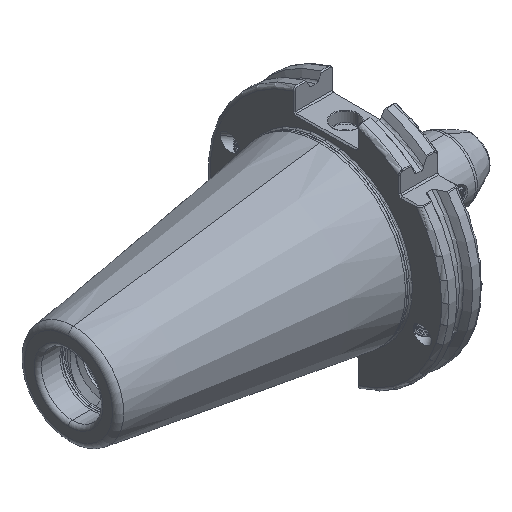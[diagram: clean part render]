
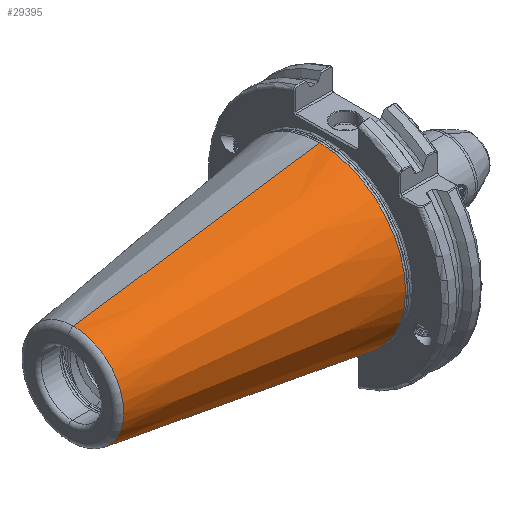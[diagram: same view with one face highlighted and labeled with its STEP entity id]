
A CAD part, isometric view. The second image highlights one B-rep face of the part: STEP entity #29395.
In plain terms, the highlighted conical face has half-angle 8.297 degrees and reference radius 35.392 mm.
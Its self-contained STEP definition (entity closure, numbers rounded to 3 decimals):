
#13 = ORIENTED_EDGE ( 'NONE', *, *, #4039, .F. ) ;
#16 = ORIENTED_EDGE ( 'NONE', *, *, #18778, .T. ) ;
#17 = ORIENTED_EDGE ( 'NONE', *, *, #18904, .F. ) ;
#35 = ORIENTED_EDGE ( 'NONE', *, *, #18774, .F. ) ;
#1193 = ORIENTED_EDGE ( 'NONE', *, *, #4015, .T. ) ;
#4015 = EDGE_CURVE ( 'NONE', #15510, #14946, #25502, .T. ) ;
#4039 = EDGE_CURVE ( 'NONE', #25894, #25923, #25487, .T. ) ;
#4293 = AXIS2_PLACEMENT_3D ( 'NONE', #28494, #28519, #28505 ) ;
#4296 = AXIS2_PLACEMENT_3D ( 'NONE', #28343, #28325, #28326 ) ;
#9567 = AXIS2_PLACEMENT_3D ( 'NONE', #27356, #27347, #27358 ) ;
#12153 = CONICAL_SURFACE ( 'NONE', #15795, 35.392, 0.145 ) ;
#12174 = FACE_OUTER_BOUND ( 'NONE', #15089, .T. ) ;
#14946 = VERTEX_POINT ( 'NONE', #22951 ) ;
#15089 = EDGE_LOOP ( 'NONE', ( #35, #1193, #16, #13, #17 ) ) ;
#15510 = VERTEX_POINT ( 'NONE', #23189 ) ;
#15795 = AXIS2_PLACEMENT_3D ( 'NONE', #26598, #26555, #26601 ) ;
#18774 = EDGE_CURVE ( 'NONE', #15510, #25900, #24365, .T. ) ;
#18778 = EDGE_CURVE ( 'NONE', #14946, #25923, #24425, .T. ) ;
#18904 = EDGE_CURVE ( 'NONE', #25900, #25894, #25218, .T. ) ;
#22317 = CARTESIAN_POINT ( 'NONE',  ( -2.5, -35.027, 0. ) ) ;
#22358 = CARTESIAN_POINT ( 'NONE',  ( -2.5, 0., -35.027 ) ) ;
#22376 = CARTESIAN_POINT ( 'NONE',  ( -2.5, 0., 35.027 ) ) ;
#22951 = CARTESIAN_POINT ( 'NONE',  ( -102.811, 0., -20.399 ) ) ;
#23189 = CARTESIAN_POINT ( 'NONE',  ( -102.811, 0., 20.399 ) ) ;
#24332 = VECTOR ( 'NONE', #26865, 1000. ) ;
#24365 = LINE ( 'NONE', #26867, #24384 ) ;
#24384 = VECTOR ( 'NONE', #26861, 1000. ) ;
#24425 = LINE ( 'NONE', #26868, #24332 ) ;
#25218 = CIRCLE ( 'NONE', #9567, 35.027 ) ;
#25487 = CIRCLE ( 'NONE', #4293, 35.027 ) ;
#25502 = CIRCLE ( 'NONE', #4296, 20.399 ) ;
#25894 = VERTEX_POINT ( 'NONE', #22317 ) ;
#25900 = VERTEX_POINT ( 'NONE', #22376 ) ;
#25923 = VERTEX_POINT ( 'NONE', #22358 ) ;
#26555 = DIRECTION ( 'NONE',  ( 1., 0., 0. ) ) ;
#26598 = CARTESIAN_POINT ( 'NONE',  ( 0., 0., 0. ) ) ;
#26601 = DIRECTION ( 'NONE',  ( 0., 0., -1. ) ) ;
#26861 = DIRECTION ( 'NONE',  ( 0.99, 0., 0.144 ) ) ;
#26865 = DIRECTION ( 'NONE',  ( 0.99, 0., -0.144 ) ) ;
#26867 = CARTESIAN_POINT ( 'NONE',  ( 0., 0., 35.392 ) ) ;
#26868 = CARTESIAN_POINT ( 'NONE',  ( 0., 0., -35.392 ) ) ;
#27347 = DIRECTION ( 'NONE',  ( 1., 0., 0. ) ) ;
#27356 = CARTESIAN_POINT ( 'NONE',  ( -2.5, 0., 0. ) ) ;
#27358 = DIRECTION ( 'NONE',  ( 0., 1., 0. ) ) ;
#28325 = DIRECTION ( 'NONE',  ( 1., 0., 0. ) ) ;
#28326 = DIRECTION ( 'NONE',  ( 0., 0., 1. ) ) ;
#28343 = CARTESIAN_POINT ( 'NONE',  ( -102.811, 0., 0. ) ) ;
#28494 = CARTESIAN_POINT ( 'NONE',  ( -2.5, 0., 0. ) ) ;
#28505 = DIRECTION ( 'NONE',  ( 0., 1., 0. ) ) ;
#28519 = DIRECTION ( 'NONE',  ( 1., 0., 0. ) ) ;
#29395 = ADVANCED_FACE ( 'NONE', ( #12174 ), #12153, .T. ) ;
